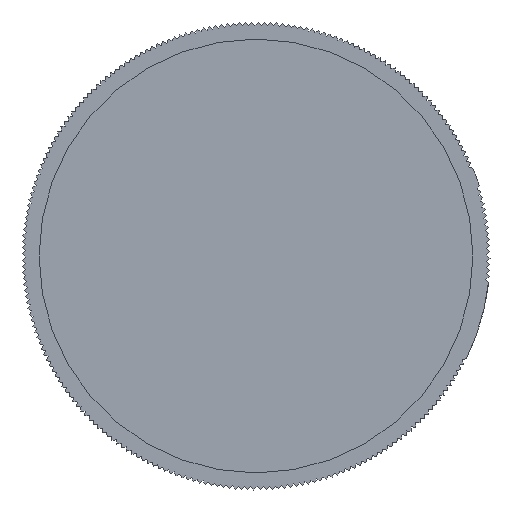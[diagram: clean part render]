
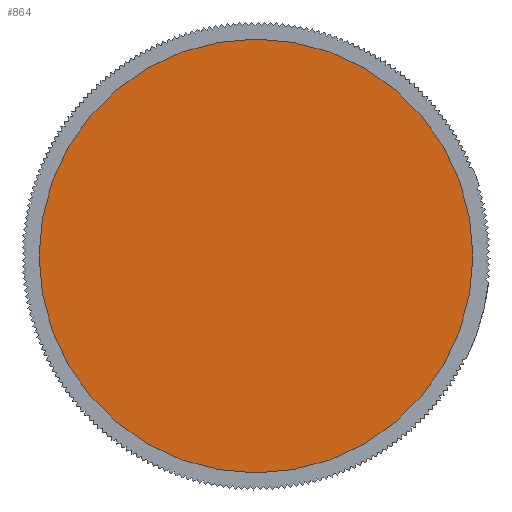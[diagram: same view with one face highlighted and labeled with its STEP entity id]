
A CAD part, front view. The second image highlights one B-rep face of the part: STEP entity #864.
In plain terms, the highlighted planar face has unit normal (0, -1, 0).
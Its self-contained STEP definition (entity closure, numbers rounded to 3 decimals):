
#864=ADVANCED_FACE('NONE',(#2497),#2498,.T.);
#2497=FACE_OUTER_BOUND('',#4886,.T.);
#2498=PLANE('',#4887);
#4886=EDGE_LOOP('',(#12091,#12092));
#4887=AXIS2_PLACEMENT_3D('',#12093,#12094,#12095);
#12091=ORIENTED_EDGE('',*,*,#19130,.T.);
#12092=ORIENTED_EDGE('',*,*,#17953,.T.);
#12093=CARTESIAN_POINT('',(25.999,12.0,2.949));
#12094=DIRECTION('',(0.0,-1.0,0.0));
#12095=DIRECTION('',(0.0,0.0,-1.0));
#17953=EDGE_CURVE('NONE',#20960,#20961,#20962,.T.);
#19130=EDGE_CURVE('NONE',#20961,#20960,#23274,.T.);
#20960=VERTEX_POINT('NONE',#25429);
#20961=VERTEX_POINT('NONE',#25430);
#20962=CIRCLE('',#25431,24.1);
#23274=CIRCLE('',#29966,24.1);
#25429=CARTESIAN_POINT('',(50.099,12.0,25.999));
#25430=CARTESIAN_POINT('',(1.899,12.0,25.999));
#25431=AXIS2_PLACEMENT_3D('',#35288,#35289,#35290);
#29966=AXIS2_PLACEMENT_3D('',#36381,#36382,#36383);
#35288=CARTESIAN_POINT('',(25.999,12.0,25.999));
#35289=DIRECTION('',(0.0,-1.0,0.0));
#35290=DIRECTION('',(-1.0,0.0,0.0));
#36381=CARTESIAN_POINT('',(25.999,12.0,25.999));
#36382=DIRECTION('',(0.0,-1.0,0.0));
#36383=DIRECTION('',(-1.0,0.0,0.0));
